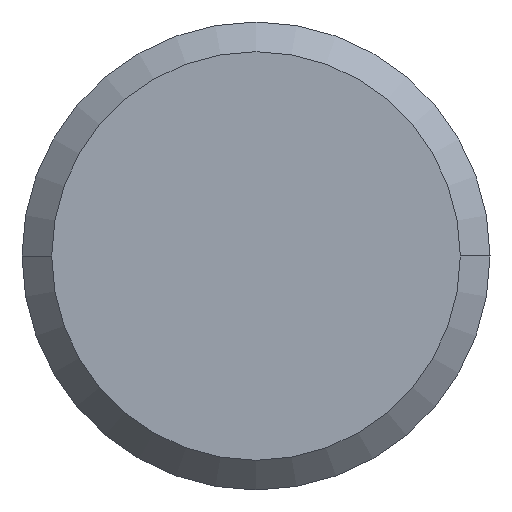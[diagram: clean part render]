
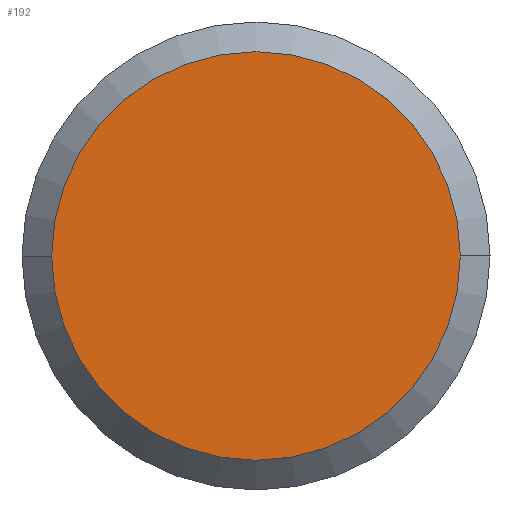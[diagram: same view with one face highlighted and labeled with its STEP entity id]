
A CAD part, left-side view. The second image highlights one B-rep face of the part: STEP entity #192.
In plain terms, the highlighted planar face has unit normal (-1, 0, 0).
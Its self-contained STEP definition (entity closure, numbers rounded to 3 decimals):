
#3 = VERTEX_POINT ( 'NONE', #4 ) ;
#4 = CARTESIAN_POINT ( 'NONE',  ( 0., 5.238, 0. ) ) ;
#6 = EDGE_CURVE ( 'NONE', #377, #3, #399, .T. ) ;
#26 = CARTESIAN_POINT ( 'NONE',  ( 0., 0., 0. ) ) ;
#31 = EDGE_CURVE ( 'NONE', #3, #377, #382, .T. ) ;
#49 = EDGE_LOOP ( 'NONE', ( #145, #348 ) ) ;
#62 = PLANE ( 'NONE',  #383 ) ;
#64 = AXIS2_PLACEMENT_3D ( 'NONE', #204, #397, #301 ) ;
#76 = CARTESIAN_POINT ( 'NONE',  ( 0., 0., 0. ) ) ;
#145 = ORIENTED_EDGE ( 'NONE', *, *, #31, .F. ) ;
#165 = DIRECTION ( 'NONE',  ( 1., 0., 0. ) ) ;
#192 = ADVANCED_FACE ( 'NONE', ( #337 ), #62, .T. ) ;
#204 = CARTESIAN_POINT ( 'NONE',  ( 0., 0., 0. ) ) ;
#212 = DIRECTION ( 'NONE',  ( 0., -1., 0. ) ) ;
#239 = DIRECTION ( 'NONE',  ( 0., 1., 0. ) ) ;
#284 = DIRECTION ( 'NONE',  ( -1., 0., 0. ) ) ;
#301 = DIRECTION ( 'NONE',  ( 0., 1., 0. ) ) ;
#336 = CARTESIAN_POINT ( 'NONE',  ( 0., -5.238, 0. ) ) ;
#337 = FACE_OUTER_BOUND ( 'NONE', #49, .T. ) ;
#348 = ORIENTED_EDGE ( 'NONE', *, *, #6, .F. ) ;
#377 = VERTEX_POINT ( 'NONE', #336 ) ;
#382 = CIRCLE ( 'NONE', #64, 5.238 ) ;
#383 = AXIS2_PLACEMENT_3D ( 'NONE', #26, #284, #212 ) ;
#397 = DIRECTION ( 'NONE',  ( 1., 0., 0. ) ) ;
#399 = CIRCLE ( 'NONE', #413, 5.238 ) ;
#413 = AXIS2_PLACEMENT_3D ( 'NONE', #76, #165, #239 ) ;
